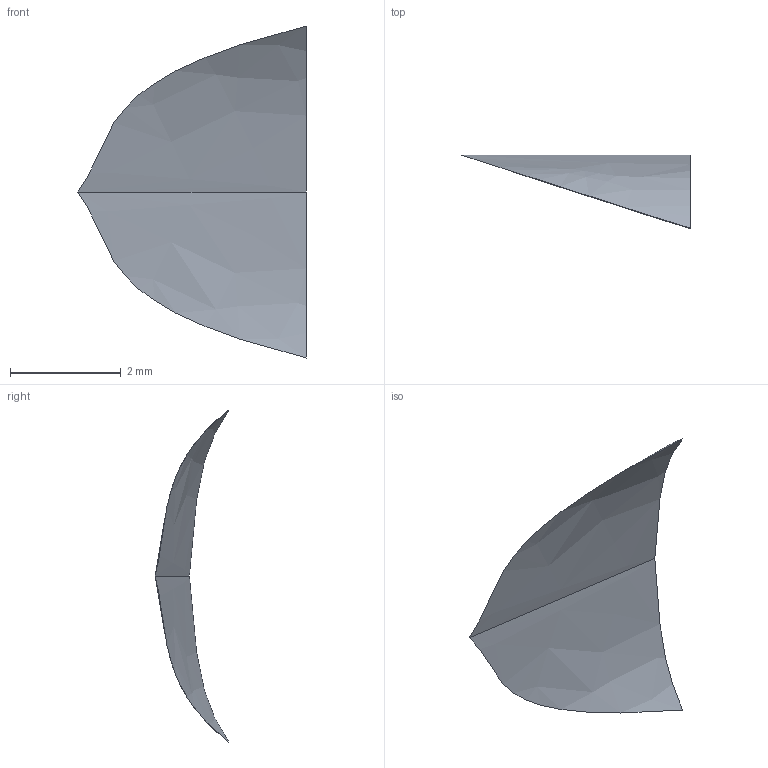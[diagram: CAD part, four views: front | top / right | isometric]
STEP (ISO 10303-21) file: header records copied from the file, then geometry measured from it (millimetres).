
FILE_DESCRIPTION(('Open CASCADE Model'),'2;1');
FILE_NAME('Open CASCADE Shape Model','2026-01-23T01:35:09',('Author'),( 'Open CASCADE'),'Open CASCADE STEP processor 7.8','Open CASCADE 7.8' ,'Unknown');
FILE_SCHEMA(('AUTOMOTIVE_DESIGN { 1 0 10303 214 1 1 1 1 }'));
Length unit declared in the file: millimetre
Products named in the file (1): Open CASCADE STEP translator 7.8 516
Bounding box: 4.12 x 1.33 x 6 mm (x, y, z)
Volume: 4.2 mm3; surface area: 38.9 mm2
Topology: 1 solids, 1 shells, 6 faces, 9 edges, 5 vertices
Faces by surface type: bspline 4, plane 2
Entity records: 1420 total; most frequent: CARTESIAN_POINT 1259, B_SPLINE_CURVE_WITH_KNOTS 22, ORIENTED_EDGE 18, PCURVE 18, DEFINITIONAL_REPRESENTATION 18, DIRECTION 11, EDGE_CURVE 9, SURFACE_CURVE 9
